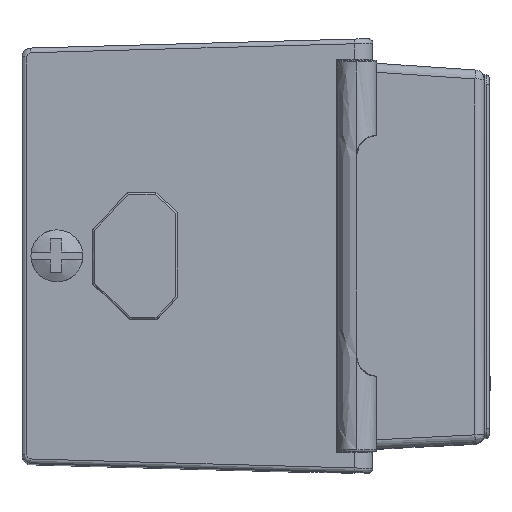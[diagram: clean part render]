
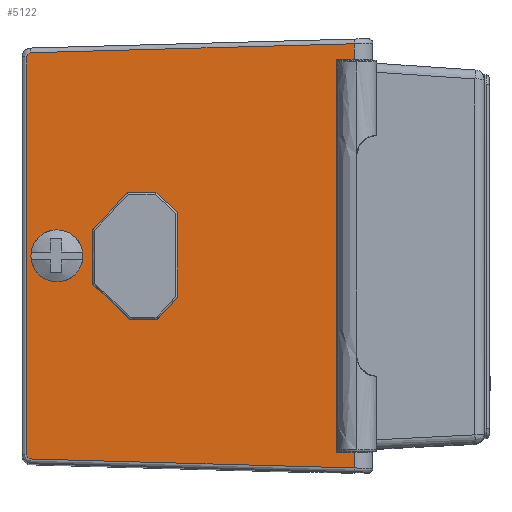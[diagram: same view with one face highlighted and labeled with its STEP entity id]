
A CAD part, top view. The second image highlights one B-rep face of the part: STEP entity #5122.
In plain terms, the highlighted free-form (B-spline) face has degree [1, 1] with [2, 2] control points.
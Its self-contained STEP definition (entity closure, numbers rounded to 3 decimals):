
#4180=CARTESIAN_POINT('',(17.2,20.8,44.));
#4181=VERTEX_POINT('',#4180);
#4188=CARTESIAN_POINT('',(15.3,20.8,44.));
#4189=VERTEX_POINT('',#4188);
#4190=CARTESIAN_POINT('',(17.2,20.8,44.));
#4191=CARTESIAN_POINT('',(15.3,20.8,44.));
#4192=B_SPLINE_CURVE_WITH_KNOTS('',1,(#4190,#4191),.POLYLINE_FORM.,.F.,.U.,(2,2),(0.,0.487),.UNSPECIFIED.);
#4193=EDGE_CURVE('',#4181,#4189,#4192,.T.);
#4224=CARTESIAN_POINT('',(15.3,-20.8,44.));
#4225=VERTEX_POINT('',#4224);
#4226=CARTESIAN_POINT('',(15.3,20.8,44.));
#4227=CARTESIAN_POINT('',(15.3,-20.8,44.));
#4228=B_SPLINE_CURVE_WITH_KNOTS('',1,(#4226,#4227),.POLYLINE_FORM.,.F.,.U.,(2,2),(0.,1.),.UNSPECIFIED.);
#4229=EDGE_CURVE('',#4189,#4225,#4228,.T.);
#4244=CARTESIAN_POINT('',(17.2,-20.8,44.));
#4245=VERTEX_POINT('',#4244);
#4246=CARTESIAN_POINT('',(15.3,-20.8,44.));
#4247=CARTESIAN_POINT('',(17.2,-20.8,44.));
#4248=B_SPLINE_CURVE_WITH_KNOTS('',1,(#4246,#4247),.POLYLINE_FORM.,.F.,.U.,(2,2),(0.513,1.),.UNSPECIFIED.);
#4249=EDGE_CURVE('',#4225,#4245,#4248,.T.);
#4828=CARTESIAN_POINT('',(17.2,22.478,44.));
#4829=VERTEX_POINT('',#4828);
#4837=CARTESIAN_POINT('',(-17.062,21.526,44.));
#4838=VERTEX_POINT('',#4837);
#4846=CARTESIAN_POINT('',(-17.062,21.526,44.));
#4847=CARTESIAN_POINT('',(17.2,22.478,44.));
#4848=B_SPLINE_CURVE_WITH_KNOTS('',1,(#4846,#4847),.POLYLINE_FORM.,.F.,.U.,(2,2),(0.056,1.),.UNSPECIFIED.);
#4849=EDGE_CURVE('',#4838,#4829,#4848,.T.);
#4984=CARTESIAN_POINT('',(17.2,22.478,44.));
#4985=CARTESIAN_POINT('',(17.2,20.8,44.));
#4986=B_SPLINE_CURVE_WITH_KNOTS('',1,(#4984,#4985),.POLYLINE_FORM.,.F.,.U.,(2,2),(0.954,0.989),.UNSPECIFIED.);
#4987=EDGE_CURVE('',#4829,#4181,#4986,.T.);
#4995=CARTESIAN_POINT('',(21.503,25.337,44.));
#4996=CARTESIAN_POINT('',(21.503,-25.337,44.));
#4997=CARTESIAN_POINT('',(-29.17,25.337,44.));
#4998=CARTESIAN_POINT('',(-29.17,-25.337,44.));
#4999=B_SPLINE_SURFACE_WITH_KNOTS('',1,1,((#4995,#4996),(#4997,#4998)),.PLANE_SURF.,.F.,.F.,.U.,(2,2),(2,2),(0.,1.),(0.,1.),.UNSPECIFIED.);
#5000=ORIENTED_EDGE('',*,*,#4249,.F.);
#5001=ORIENTED_EDGE('',*,*,#4229,.F.);
#5002=ORIENTED_EDGE('',*,*,#4193,.F.);
#5003=ORIENTED_EDGE('',*,*,#4987,.F.);
#5004=ORIENTED_EDGE('',*,*,#4849,.F.);
#5005=CARTESIAN_POINT('',(-17.5,21.076,44.));
#5006=VERTEX_POINT('',#5005);
#5007=CARTESIAN_POINT('',(-17.062,21.526,44.));
#5008=CARTESIAN_POINT('',(-17.5,21.514,44.));
#5009=CARTESIAN_POINT('',(-17.5,21.076,44.));
#5010=(BOUNDED_CURVE()B_SPLINE_CURVE(2,(#5007,#5008,#5009),.CIRCULAR_ARC.,.F.,.U.)B_SPLINE_CURVE_WITH_KNOTS((3,3),(0.,1.),.UNSPECIFIED.)CURVE()GEOMETRIC_REPRESENTATION_ITEM()RATIONAL_B_SPLINE_CURVE((1.,0.717,1.))REPRESENTATION_ITEM(''));
#5011=EDGE_CURVE('',#4838,#5006,#5010,.T.);
#5012=ORIENTED_EDGE('',*,*,#5011,.T.);
#5013=CARTESIAN_POINT('',(-17.5,-21.076,44.));
#5014=VERTEX_POINT('',#5013);
#5015=CARTESIAN_POINT('',(-17.5,21.076,44.));
#5016=CARTESIAN_POINT('',(-17.5,-21.076,44.));
#5017=B_SPLINE_CURVE_WITH_KNOTS('',1,(#5015,#5016),.POLYLINE_FORM.,.F.,.U.,(2,2),(0.,1.),.UNSPECIFIED.);
#5018=EDGE_CURVE('',#5006,#5014,#5017,.T.);
#5019=ORIENTED_EDGE('',*,*,#5018,.T.);
#5020=CARTESIAN_POINT('',(-17.062,-21.526,44.));
#5021=VERTEX_POINT('',#5020);
#5022=CARTESIAN_POINT('',(-17.5,-21.076,44.));
#5023=CARTESIAN_POINT('',(-17.5,-21.514,44.));
#5024=CARTESIAN_POINT('',(-17.062,-21.526,44.));
#5025=(BOUNDED_CURVE()B_SPLINE_CURVE(2,(#5022,#5023,#5024),.CIRCULAR_ARC.,.F.,.U.)B_SPLINE_CURVE_WITH_KNOTS((3,3),(0.,1.),.UNSPECIFIED.)CURVE()GEOMETRIC_REPRESENTATION_ITEM()RATIONAL_B_SPLINE_CURVE((1.,0.717,1.))REPRESENTATION_ITEM(''));
#5026=EDGE_CURVE('',#5014,#5021,#5025,.T.);
#5027=ORIENTED_EDGE('',*,*,#5026,.T.);
#5028=CARTESIAN_POINT('',(17.2,-22.478,44.));
#5029=VERTEX_POINT('',#5028);
#5030=CARTESIAN_POINT('',(-17.062,-21.526,44.));
#5031=CARTESIAN_POINT('',(17.2,-22.478,44.));
#5032=B_SPLINE_CURVE_WITH_KNOTS('',1,(#5030,#5031),.POLYLINE_FORM.,.F.,.U.,(2,2),(0.,0.944),.UNSPECIFIED.);
#5033=EDGE_CURVE('',#5021,#5029,#5032,.T.);
#5034=ORIENTED_EDGE('',*,*,#5033,.T.);
#5035=CARTESIAN_POINT('',(17.2,-22.478,44.));
#5036=CARTESIAN_POINT('',(17.2,-20.8,44.));
#5037=B_SPLINE_CURVE_WITH_KNOTS('',1,(#5035,#5036),.POLYLINE_FORM.,.F.,.U.,(2,2),(0.011,0.046),.UNSPECIFIED.);
#5038=EDGE_CURVE('',#5029,#4245,#5037,.T.);
#5039=ORIENTED_EDGE('',*,*,#5038,.T.);
#5040=EDGE_LOOP('',(#5000,#5001,#5002,#5003,#5004,#5012,#5019,#5027,#5034,#5039));
#5041=FACE_OUTER_BOUND('',#5040,.T.);
#5042=CARTESIAN_POINT('',(-10.5,-3.,44.));
#5043=VERTEX_POINT('',#5042);
#5044=CARTESIAN_POINT('',(-10.5,2.801,44.));
#5045=VERTEX_POINT('',#5044);
#5046=CARTESIAN_POINT('',(-10.5,-3.,44.));
#5047=CARTESIAN_POINT('',(-10.5,2.801,44.));
#5048=B_SPLINE_CURVE_WITH_KNOTS('',1,(#5046,#5047),.POLYLINE_FORM.,.F.,.U.,(2,2),(0.291,0.724),.UNSPECIFIED.);
#5049=EDGE_CURVE('',#5043,#5045,#5048,.T.);
#5050=ORIENTED_EDGE('',*,*,#5049,.T.);
#5051=CARTESIAN_POINT('',(-6.8,6.7,44.));
#5052=VERTEX_POINT('',#5051);
#5053=CARTESIAN_POINT('',(-10.5,2.801,44.));
#5054=CARTESIAN_POINT('',(-6.8,6.7,44.));
#5055=B_SPLINE_CURVE_WITH_KNOTS('',1,(#5053,#5054),.POLYLINE_FORM.,.F.,.U.,(2,2),(0.,1.),.UNSPECIFIED.);
#5056=EDGE_CURVE('',#5045,#5052,#5055,.T.);
#5057=ORIENTED_EDGE('',*,*,#5056,.T.);
#5058=CARTESIAN_POINT('',(-3.8,6.7,44.));
#5059=VERTEX_POINT('',#5058);
#5060=CARTESIAN_POINT('',(-6.8,6.7,44.));
#5061=CARTESIAN_POINT('',(-3.8,6.7,44.));
#5062=B_SPLINE_CURVE_WITH_KNOTS('',1,(#5060,#5061),.POLYLINE_FORM.,.F.,.U.,(2,2),(0.256,0.589),.UNSPECIFIED.);
#5063=EDGE_CURVE('',#5052,#5059,#5062,.T.);
#5064=ORIENTED_EDGE('',*,*,#5063,.T.);
#5065=CARTESIAN_POINT('',(-1.5,4.6,44.));
#5066=VERTEX_POINT('',#5065);
#5067=CARTESIAN_POINT('',(-3.8,6.7,44.));
#5068=CARTESIAN_POINT('',(-1.5,4.6,44.));
#5069=B_SPLINE_CURVE_WITH_KNOTS('',1,(#5067,#5068),.POLYLINE_FORM.,.F.,.U.,(2,2),(0.,1.),.UNSPECIFIED.);
#5070=EDGE_CURVE('',#5059,#5066,#5069,.T.);
#5071=ORIENTED_EDGE('',*,*,#5070,.T.);
#5072=CARTESIAN_POINT('',(-1.5,-4.4,44.));
#5073=VERTEX_POINT('',#5072);
#5074=CARTESIAN_POINT('',(-1.5,4.6,44.));
#5075=CARTESIAN_POINT('',(-1.5,-4.4,44.));
#5076=B_SPLINE_CURVE_WITH_KNOTS('',1,(#5074,#5075),.POLYLINE_FORM.,.F.,.U.,(2,2),(0.172,0.843),.UNSPECIFIED.);
#5077=EDGE_CURVE('',#5066,#5073,#5076,.T.);
#5078=ORIENTED_EDGE('',*,*,#5077,.T.);
#5079=CARTESIAN_POINT('',(-3.6,-6.7,44.));
#5080=VERTEX_POINT('',#5079);
#5081=CARTESIAN_POINT('',(-1.5,-4.4,44.));
#5082=CARTESIAN_POINT('',(-3.6,-6.7,44.));
#5083=B_SPLINE_CURVE_WITH_KNOTS('',1,(#5081,#5082),.POLYLINE_FORM.,.F.,.U.,(2,2),(0.,1.),.UNSPECIFIED.);
#5084=EDGE_CURVE('',#5073,#5080,#5083,.T.);
#5085=ORIENTED_EDGE('',*,*,#5084,.T.);
#5086=CARTESIAN_POINT('',(-6.601,-6.7,44.));
#5087=VERTEX_POINT('',#5086);
#5088=CARTESIAN_POINT('',(-3.6,-6.7,44.));
#5089=CARTESIAN_POINT('',(-6.601,-6.7,44.));
#5090=B_SPLINE_CURVE_WITH_KNOTS('',1,(#5088,#5089),.POLYLINE_FORM.,.F.,.U.,(2,2),(0.433,0.767),.UNSPECIFIED.);
#5091=EDGE_CURVE('',#5080,#5087,#5090,.T.);
#5092=ORIENTED_EDGE('',*,*,#5091,.T.);
#5093=CARTESIAN_POINT('',(-6.601,-6.7,44.));
#5094=CARTESIAN_POINT('',(-10.5,-3.,44.));
#5095=B_SPLINE_CURVE_WITH_KNOTS('',1,(#5093,#5094),.POLYLINE_FORM.,.F.,.U.,(2,2),(0.,1.),.UNSPECIFIED.);
#5096=EDGE_CURVE('',#5087,#5043,#5095,.T.);
#5097=ORIENTED_EDGE('',*,*,#5096,.T.);
#5098=EDGE_LOOP('',(#5050,#5057,#5064,#5071,#5078,#5085,#5092,#5097));
#5099=FACE_BOUND('',#5098,.T.);
#5100=CARTESIAN_POINT('',(-14.3,2.75,44.));
#5101=VERTEX_POINT('',#5100);
#5102=CARTESIAN_POINT('',(-14.3,-2.75,44.));
#5103=VERTEX_POINT('',#5102);
#5104=CARTESIAN_POINT('',(-14.3,2.75,44.));
#5105=CARTESIAN_POINT('',(-11.55,2.75,44.));
#5106=CARTESIAN_POINT('',(-11.55,0.,44.));
#5107=CARTESIAN_POINT('',(-11.55,-2.75,44.));
#5108=CARTESIAN_POINT('',(-14.3,-2.75,44.));
#5109=(BOUNDED_CURVE()B_SPLINE_CURVE(2,(#5104,#5105,#5106,#5107,#5108),.CIRCULAR_ARC.,.F.,.U.)B_SPLINE_CURVE_WITH_KNOTS((3,2,3),(0.,0.25,0.5),.UNSPECIFIED.)CURVE()GEOMETRIC_REPRESENTATION_ITEM()RATIONAL_B_SPLINE_CURVE((1.,0.707,1.,0.707,1.))REPRESENTATION_ITEM(''));
#5110=EDGE_CURVE('',#5101,#5103,#5109,.T.);
#5111=ORIENTED_EDGE('',*,*,#5110,.T.);
#5112=CARTESIAN_POINT('',(-14.3,-2.75,44.));
#5113=CARTESIAN_POINT('',(-17.05,-2.75,44.));
#5114=CARTESIAN_POINT('',(-17.05,0.,44.));
#5115=CARTESIAN_POINT('',(-17.05,2.75,44.));
#5116=CARTESIAN_POINT('',(-14.3,2.75,44.));
#5117=(BOUNDED_CURVE()B_SPLINE_CURVE(2,(#5112,#5113,#5114,#5115,#5116),.CIRCULAR_ARC.,.F.,.U.)B_SPLINE_CURVE_WITH_KNOTS((3,2,3),(0.,0.5,1.),.UNSPECIFIED.)CURVE()GEOMETRIC_REPRESENTATION_ITEM()RATIONAL_B_SPLINE_CURVE((1.,0.707,1.,0.707,1.))REPRESENTATION_ITEM(''));
#5118=EDGE_CURVE('',#5103,#5101,#5117,.T.);
#5119=ORIENTED_EDGE('',*,*,#5118,.T.);
#5120=EDGE_LOOP('',(#5111,#5119));
#5121=FACE_BOUND('',#5120,.T.);
#5122=ADVANCED_FACE('',(#5041,#5099,#5121),#4999,.T.);
